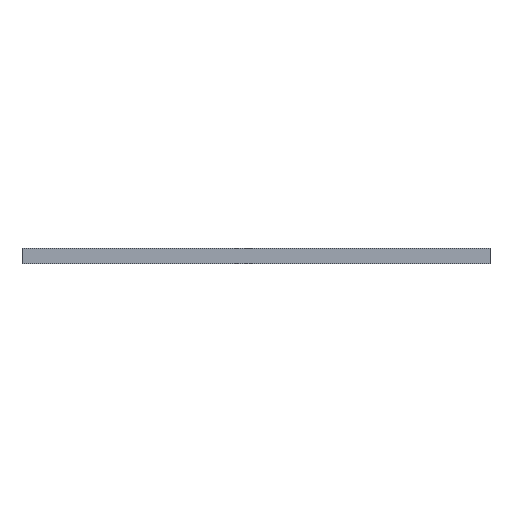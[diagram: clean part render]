
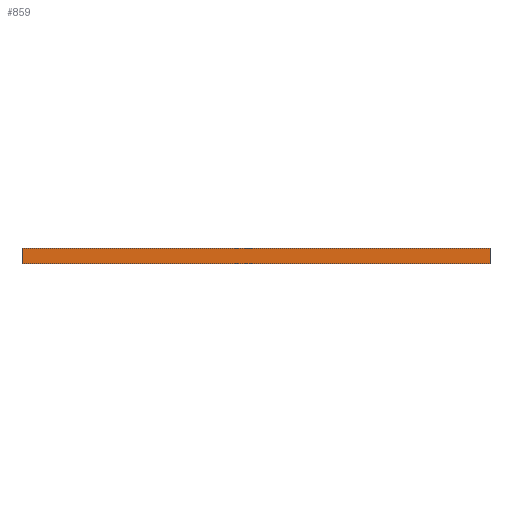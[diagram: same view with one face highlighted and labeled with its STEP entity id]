
A CAD part, left-side view. The second image highlights one B-rep face of the part: STEP entity #859.
In plain terms, the highlighted planar face has unit normal (-1, 0, 0).
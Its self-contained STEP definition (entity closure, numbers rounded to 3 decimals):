
#6 = VERTEX_POINT ( 'NONE', #374 ) ;
#10 = CARTESIAN_POINT ( 'NONE',  ( -300., 300., 0. ) ) ;
#33 = ORIENTED_EDGE ( 'NONE', *, *, #474, .F. ) ;
#51 = LINE ( 'NONE', #402, #911 ) ;
#74 = LINE ( 'NONE', #437, #778 ) ;
#91 = EDGE_LOOP ( 'NONE', ( #478, #928, #33, #745 ) ) ;
#110 = LINE ( 'NONE', #285, #528 ) ;
#230 = FACE_OUTER_BOUND ( 'NONE', #91, .T. ) ;
#238 = VERTEX_POINT ( 'NONE', #475 ) ;
#242 = PLANE ( 'NONE',  #438 ) ;
#285 = CARTESIAN_POINT ( 'NONE',  ( -300., 300., 10. ) ) ;
#318 = DIRECTION ( 'NONE',  ( 0., 0., -1. ) ) ;
#364 = DIRECTION ( 'NONE',  ( 0., -1., 0. ) ) ;
#374 = CARTESIAN_POINT ( 'NONE',  ( -300., 300., 10. ) ) ;
#402 = CARTESIAN_POINT ( 'NONE',  ( -300., 0., 0. ) ) ;
#437 = CARTESIAN_POINT ( 'NONE',  ( -300., 0., 10. ) ) ;
#438 = AXIS2_PLACEMENT_3D ( 'NONE', #680, #750, #318 ) ;
#471 = VECTOR ( 'NONE', #585, 1000. ) ;
#474 = EDGE_CURVE ( 'NONE', #6, #238, #74, .T. ) ;
#475 = CARTESIAN_POINT ( 'NONE',  ( -300., 0., 10. ) ) ;
#478 = ORIENTED_EDGE ( 'NONE', *, *, #961, .T. ) ;
#503 = CARTESIAN_POINT ( 'NONE',  ( -300., 0., 0. ) ) ;
#528 = VECTOR ( 'NONE', #791, 1000. ) ;
#538 = EDGE_CURVE ( 'NONE', #6, #801, #110, .T. ) ;
#585 = DIRECTION ( 'NONE',  ( 0., 0., -1. ) ) ;
#620 = VERTEX_POINT ( 'NONE', #503 ) ;
#663 = EDGE_CURVE ( 'NONE', #238, #620, #728, .T. ) ;
#680 = CARTESIAN_POINT ( 'NONE',  ( -300., 0., 10. ) ) ;
#728 = LINE ( 'NONE', #947, #471 ) ;
#745 = ORIENTED_EDGE ( 'NONE', *, *, #538, .T. ) ;
#750 = DIRECTION ( 'NONE',  ( 1., 0., 0. ) ) ;
#778 = VECTOR ( 'NONE', #364, 1000. ) ;
#791 = DIRECTION ( 'NONE',  ( 0., 0., -1. ) ) ;
#801 = VERTEX_POINT ( 'NONE', #10 ) ;
#859 = ADVANCED_FACE ( 'NONE', ( #230 ), #242, .F. ) ;
#904 = DIRECTION ( 'NONE',  ( 0., -1., 0. ) ) ;
#911 = VECTOR ( 'NONE', #904, 1000. ) ;
#928 = ORIENTED_EDGE ( 'NONE', *, *, #663, .F. ) ;
#947 = CARTESIAN_POINT ( 'NONE',  ( -300., 0., 10. ) ) ;
#961 = EDGE_CURVE ( 'NONE', #801, #620, #51, .T. ) ;
